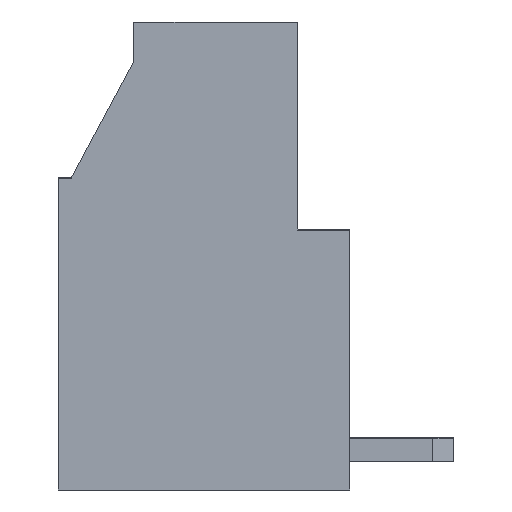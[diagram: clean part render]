
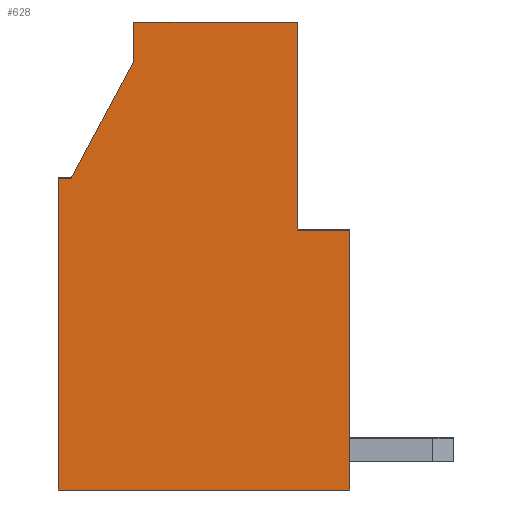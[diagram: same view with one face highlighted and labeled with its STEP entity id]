
A CAD part, front view. The second image highlights one B-rep face of the part: STEP entity #628.
In plain terms, the highlighted planar face has unit normal (0, -1, 0).
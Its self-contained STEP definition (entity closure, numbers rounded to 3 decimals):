
#628 = ADVANCED_FACE( '', ( #1411 ), #1412, .F. );
#1411 = FACE_OUTER_BOUND( '', #2392, .T. );
#1412 = PLANE( '', #2393 );
#2392 = EDGE_LOOP( '', ( #4025, #4026, #4027, #4028, #4029, #4030, #4031, #4032, #4033 ) );
#2393 = AXIS2_PLACEMENT_3D( '', #4034, #4035, #4036 );
#4025 = ORIENTED_EDGE( '', *, *, #5993, .T. );
#4026 = ORIENTED_EDGE( '', *, *, #6531, .T. );
#4027 = ORIENTED_EDGE( '', *, *, #6097, .T. );
#4028 = ORIENTED_EDGE( '', *, *, #6532, .T. );
#4029 = ORIENTED_EDGE( '', *, *, #6533, .T. );
#4030 = ORIENTED_EDGE( '', *, *, #6534, .T. );
#4031 = ORIENTED_EDGE( '', *, *, #6430, .F. );
#4032 = ORIENTED_EDGE( '', *, *, #6535, .F. );
#4033 = ORIENTED_EDGE( '', *, *, #6536, .F. );
#4034 = CARTESIAN_POINT( '', ( 12.32, -2.5, -5.26 ) );
#4035 = DIRECTION( '', ( 0., 1., 0. ) );
#4036 = DIRECTION( '', ( 1., 0., 0. ) );
#5993 = EDGE_CURVE( '', #7183, #7181, #7184, .T. );
#6097 = EDGE_CURVE( '', #7360, #7372, #7374, .T. );
#6430 = EDGE_CURVE( '', #7928, #7930, #7931, .T. );
#6531 = EDGE_CURVE( '', #7181, #7360, #8077, .T. );
#6532 = EDGE_CURVE( '', #7372, #8078, #8079, .T. );
#6533 = EDGE_CURVE( '', #8078, #8080, #8081, .T. );
#6534 = EDGE_CURVE( '', #8080, #7930, #8082, .T. );
#6535 = EDGE_CURVE( '', #8083, #7928, #8084, .T. );
#6536 = EDGE_CURVE( '', #7183, #8083, #8085, .T. );
#7181 = VERTEX_POINT( '', #8930 );
#7183 = VERTEX_POINT( '', #8933 );
#7184 = LINE( '', #8934, #8935 );
#7360 = VERTEX_POINT( '', #9190 );
#7372 = VERTEX_POINT( '', #9208 );
#7374 = LINE( '', #9211, #9212 );
#7928 = VERTEX_POINT( '', #10019 );
#7930 = VERTEX_POINT( '', #10022 );
#7931 = LINE( '', #10023, #10024 );
#8077 = LINE( '', #10236, #10237 );
#8078 = VERTEX_POINT( '', #10238 );
#8079 = LINE( '', #10239, #10240 );
#8080 = VERTEX_POINT( '', #10241 );
#8081 = LINE( '', #10242, #10243 );
#8082 = LINE( '', #10244, #10245 );
#8083 = VERTEX_POINT( '', #10246 );
#8084 = LINE( '', #10247, #10248 );
#8085 = LINE( '', #10249, #10250 );
#8930 = CARTESIAN_POINT( '', ( 0., -2.5, 0. ) );
#8933 = CARTESIAN_POINT( '', ( 0., -2.5, 12. ) );
#8934 = CARTESIAN_POINT( '', ( 0., -2.5, -1. ) );
#8935 = VECTOR( '', #11389, 1000. );
#9190 = CARTESIAN_POINT( '', ( 11.2, -2.5, 0. ) );
#9208 = CARTESIAN_POINT( '', ( 11.2, -2.5, 10. ) );
#9211 = CARTESIAN_POINT( '', ( 11.2, -2.5, -1. ) );
#9212 = VECTOR( '', #11476, 1000. );
#10019 = CARTESIAN_POINT( '', ( 2.9, -2.5, 16.5 ) );
#10022 = CARTESIAN_POINT( '', ( 2.9, -2.5, 18. ) );
#10023 = CARTESIAN_POINT( '', ( 2.9, -2.5, -1. ) );
#10024 = VECTOR( '', #11761, 1000. );
#10236 = CARTESIAN_POINT( '', ( 5.35, -2.5, 0. ) );
#10237 = VECTOR( '', #11855, 1000. );
#10238 = CARTESIAN_POINT( '', ( 9.2, -2.5, 10. ) );
#10239 = CARTESIAN_POINT( '', ( 5.35, -2.5, 10. ) );
#10240 = VECTOR( '', #11856, 1000. );
#10241 = CARTESIAN_POINT( '', ( 9.2, -2.5, 18. ) );
#10242 = CARTESIAN_POINT( '', ( 9.2, -2.5, -1. ) );
#10243 = VECTOR( '', #11857, 1000. );
#10244 = CARTESIAN_POINT( '', ( 5.35, -2.5, 18. ) );
#10245 = VECTOR( '', #11858, 1000. );
#10246 = CARTESIAN_POINT( '', ( 0.5, -2.5, 12. ) );
#10247 = CARTESIAN_POINT( '', ( -6.433, -2.5, -1. ) );
#10248 = VECTOR( '', #11859, 1000. );
#10249 = CARTESIAN_POINT( '', ( 5.35, -2.5, 12. ) );
#10250 = VECTOR( '', #11860, 1000. );
#11389 = DIRECTION( '', ( 0., 0., -1. ) );
#11476 = DIRECTION( '', ( 0., 0., 1. ) );
#11761 = DIRECTION( '', ( 0., 0., 1. ) );
#11855 = DIRECTION( '', ( 1., 0., 0. ) );
#11856 = DIRECTION( '', ( -1., 0., 0. ) );
#11857 = DIRECTION( '', ( 0., 0., 1. ) );
#11858 = DIRECTION( '', ( -1., 0., 0. ) );
#11859 = DIRECTION( '', ( 0.471, 0., 0.882 ) );
#11860 = DIRECTION( '', ( 1., 0., 0. ) );
